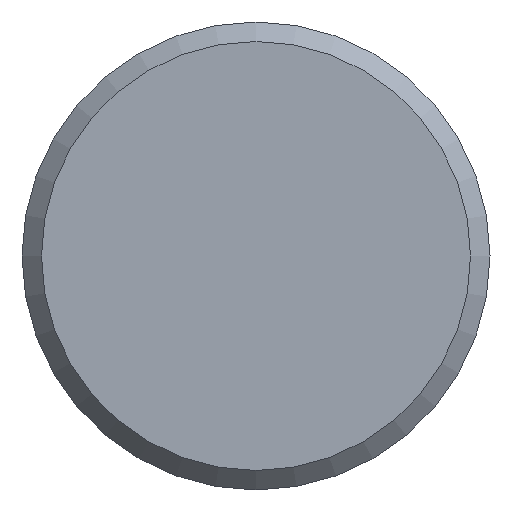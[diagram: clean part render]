
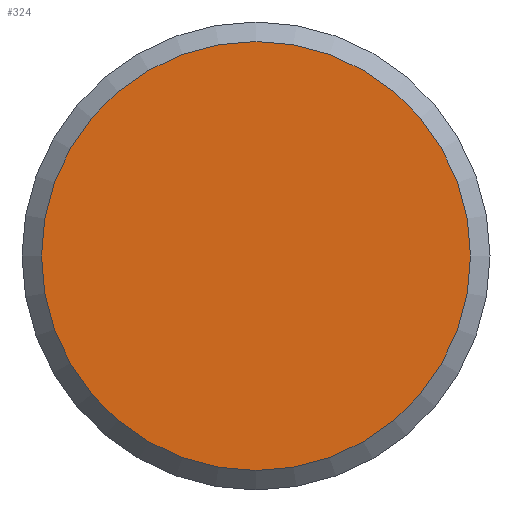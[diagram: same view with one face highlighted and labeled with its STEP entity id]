
A CAD part, front view. The second image highlights one B-rep face of the part: STEP entity #324.
In plain terms, the highlighted planar face has unit normal (0, -1, 0).
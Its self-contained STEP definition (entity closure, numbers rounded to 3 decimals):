
#67=FACE_OUTER_BOUND('',#88,.T.);
#88=EDGE_LOOP('',(#211));
#112=CIRCLE('',#369,5.5);
#135=VERTEX_POINT('',#522);
#165=EDGE_CURVE('',#135,#135,#112,.T.);
#211=ORIENTED_EDGE('',*,*,#165,.F.);
#293=PLANE('',#368);
#324=ADVANCED_FACE('',(#67),#293,.T.);
#368=AXIS2_PLACEMENT_3D('',#521,#420,#421);
#369=AXIS2_PLACEMENT_3D('',#523,#422,#423);
#420=DIRECTION('center_axis',(0.,-1.,0.));
#421=DIRECTION('ref_axis',(0.,0.,-1.));
#422=DIRECTION('center_axis',(0.,1.,0.));
#423=DIRECTION('ref_axis',(-1.,0.,0.));
#521=CARTESIAN_POINT('Origin',(3.,0.,0.));
#522=CARTESIAN_POINT('',(5.5,0.,0.));
#523=CARTESIAN_POINT('Origin',(0.,0.,
0.));
